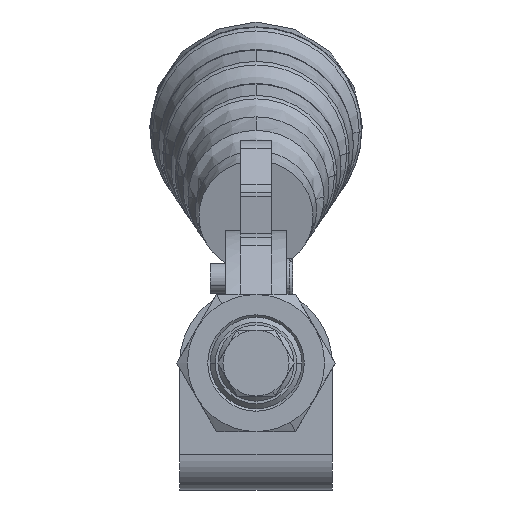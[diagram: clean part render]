
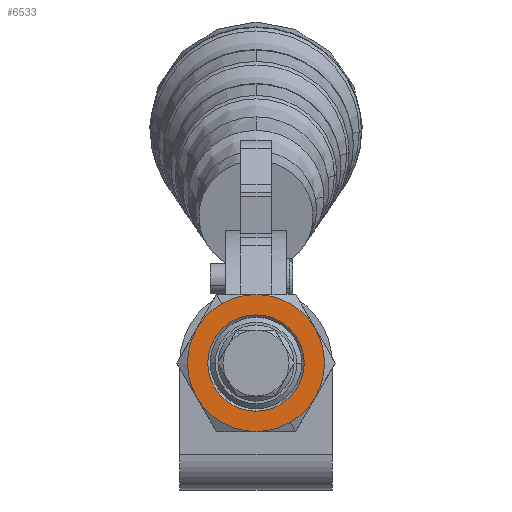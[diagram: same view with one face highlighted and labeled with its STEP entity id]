
A CAD part, left-side view. The second image highlights one B-rep face of the part: STEP entity #6533.
In plain terms, the highlighted planar face has unit normal (-1, 0, 0).
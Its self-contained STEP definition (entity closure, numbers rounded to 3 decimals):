
#6307=CARTESIAN_POINT('',(-47.414,12.928,13.309));
#6308=VERTEX_POINT('',#6307);
#6315=CARTESIAN_POINT('',(-47.414,7.986,18.25));
#6316=VERTEX_POINT('',#6315);
#6330=CARTESIAN_POINT('',(-47.414,19.678,25.));
#6331=DIRECTION('',(-1.0,0.,0.));
#6332=DIRECTION('',(0.,-0.5,-0.866));
#6333=AXIS2_PLACEMENT_3D('',#6330,#6331,#6332);
#6334=CIRCLE('',#6333,13.5);
#6335=EDGE_CURVE('',#6308,#6316,#6334,.T.);
#6345=CARTESIAN_POINT('',(-47.414,26.428,36.691));
#6346=VERTEX_POINT('',#6345);
#6355=CARTESIAN_POINT('',(-47.414,19.678,38.5));
#6356=VERTEX_POINT('',#6355);
#6357=CARTESIAN_POINT('',(-47.414,19.678,25.));
#6358=DIRECTION('',(-1.0,0.,0.));
#6359=DIRECTION('',(0.,-0.5,-0.866));
#6360=AXIS2_PLACEMENT_3D('',#6357,#6358,#6359);
#6361=CIRCLE('',#6360,13.5);
#6362=EDGE_CURVE('',#6356,#6346,#6361,.T.);
#6387=CARTESIAN_POINT('',(-47.414,19.678,15.506));
#6388=VERTEX_POINT('',#6387);
#6403=CARTESIAN_POINT('',(-47.414,19.678,34.494));
#6404=VERTEX_POINT('',#6403);
#6411=CARTESIAN_POINT('',(-47.414,19.678,25.));
#6412=DIRECTION('',(-1.0,0.0,0.0));
#6413=DIRECTION('',(0.0,0.0,-1.0));
#6414=AXIS2_PLACEMENT_3D('',#6411,#6412,#6413);
#6415=CIRCLE('',#6414,9.494);
#6416=EDGE_CURVE('',#6404,#6388,#6415,.T.);
#6451=CARTESIAN_POINT('',(-47.414,19.678,25.));
#6452=DIRECTION('',(-1.0,0.0,0.0));
#6453=DIRECTION('',(0.0,0.0,-1.0));
#6454=AXIS2_PLACEMENT_3D('',#6451,#6452,#6453);
#6455=CIRCLE('',#6454,9.494);
#6456=EDGE_CURVE('',#6388,#6404,#6455,.T.);
#6470=CARTESIAN_POINT('',(-47.414,19.678,25.));
#6471=DIRECTION('',(1.0,0.0,0.0));
#6472=DIRECTION('',(0.0,0.0,-1.0));
#6473=AXIS2_PLACEMENT_3D('',#6470,#6471,#6472);
#6474=PLANE('',#6473);
#6475=CARTESIAN_POINT('',(-47.414,31.369,31.75));
#6476=VERTEX_POINT('',#6475);
#6477=CARTESIAN_POINT('',(-47.414,31.369,18.25));
#6478=VERTEX_POINT('',#6477);
#6479=CARTESIAN_POINT('',(-47.414,19.678,25.));
#6480=DIRECTION('',(-1.0,0.,0.));
#6481=DIRECTION('',(0.,-0.5,-0.866));
#6482=AXIS2_PLACEMENT_3D('',#6479,#6480,#6481);
#6483=CIRCLE('',#6482,13.5);
#6484=EDGE_CURVE('',#6476,#6478,#6483,.T.);
#6485=ORIENTED_EDGE('',*,*,#6484,.T.);
#6486=CARTESIAN_POINT('',(-47.414,19.678,11.5));
#6487=VERTEX_POINT('',#6486);
#6488=CARTESIAN_POINT('',(-47.414,19.678,25.));
#6489=DIRECTION('',(-1.0,0.,0.));
#6490=DIRECTION('',(0.,-0.5,-0.866));
#6491=AXIS2_PLACEMENT_3D('',#6488,#6489,#6490);
#6492=CIRCLE('',#6491,13.5);
#6493=EDGE_CURVE('',#6478,#6487,#6492,.T.);
#6494=ORIENTED_EDGE('',*,*,#6493,.T.);
#6495=CARTESIAN_POINT('',(-47.414,19.678,25.));
#6496=DIRECTION('',(-1.0,0.,0.));
#6497=DIRECTION('',(0.,-0.5,-0.866));
#6498=AXIS2_PLACEMENT_3D('',#6495,#6496,#6497);
#6499=CIRCLE('',#6498,13.5);
#6500=EDGE_CURVE('',#6487,#6308,#6499,.T.);
#6501=ORIENTED_EDGE('',*,*,#6500,.T.);
#6502=ORIENTED_EDGE('',*,*,#6335,.T.);
#6503=CARTESIAN_POINT('',(-47.414,7.986,31.75));
#6504=VERTEX_POINT('',#6503);
#6505=CARTESIAN_POINT('',(-47.414,19.678,25.));
#6506=DIRECTION('',(-1.0,0.,0.));
#6507=DIRECTION('',(0.,-0.5,-0.866));
#6508=AXIS2_PLACEMENT_3D('',#6505,#6506,#6507);
#6509=CIRCLE('',#6508,13.5);
#6510=EDGE_CURVE('',#6316,#6504,#6509,.T.);
#6511=ORIENTED_EDGE('',*,*,#6510,.T.);
#6512=CARTESIAN_POINT('',(-47.414,19.678,25.));
#6513=DIRECTION('',(-1.0,0.,0.));
#6514=DIRECTION('',(0.,-0.5,-0.866));
#6515=AXIS2_PLACEMENT_3D('',#6512,#6513,#6514);
#6516=CIRCLE('',#6515,13.5);
#6517=EDGE_CURVE('',#6504,#6356,#6516,.T.);
#6518=ORIENTED_EDGE('',*,*,#6517,.T.);
#6519=ORIENTED_EDGE('',*,*,#6362,.T.);
#6520=CARTESIAN_POINT('',(-47.414,19.678,25.));
#6521=DIRECTION('',(-1.0,0.,0.));
#6522=DIRECTION('',(0.,-0.5,-0.866));
#6523=AXIS2_PLACEMENT_3D('',#6520,#6521,#6522);
#6524=CIRCLE('',#6523,13.5);
#6525=EDGE_CURVE('',#6346,#6476,#6524,.T.);
#6526=ORIENTED_EDGE('',*,*,#6525,.T.);
#6527=EDGE_LOOP('',(#6485,#6494,#6501,#6502,#6511,#6518,#6519,#6526));
#6528=FACE_OUTER_BOUND('',#6527,.T.);
#6529=ORIENTED_EDGE('',*,*,#6416,.F.);
#6530=ORIENTED_EDGE('',*,*,#6456,.F.);
#6531=EDGE_LOOP('',(#6529,#6530));
#6532=FACE_BOUND('',#6531,.T.);
#6533=ADVANCED_FACE('',(#6528,#6532),#6474,.F.);
